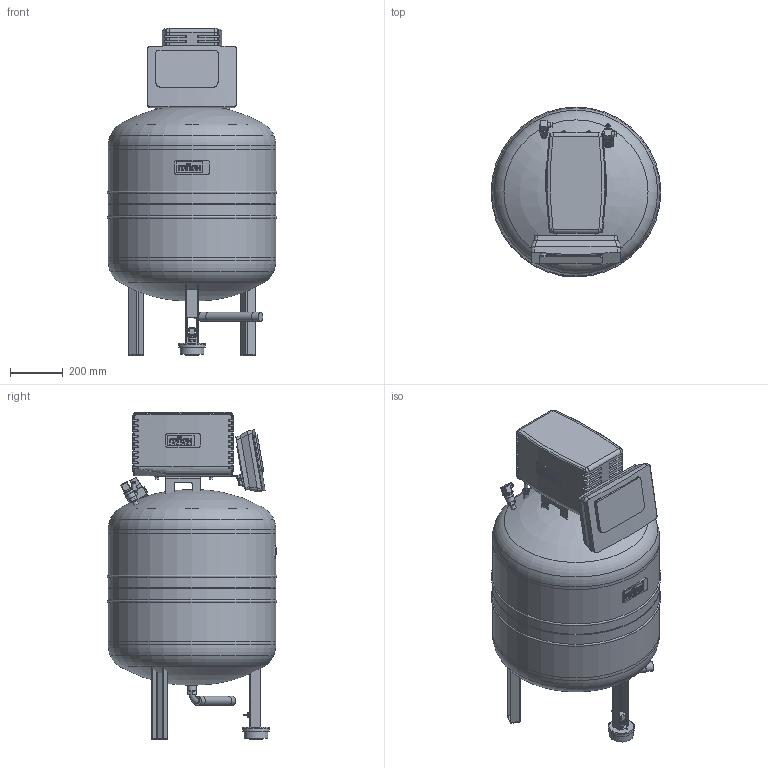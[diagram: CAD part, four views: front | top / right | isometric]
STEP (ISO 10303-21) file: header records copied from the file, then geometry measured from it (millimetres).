
FILE_DESCRIPTION(/* description */ (''),/* implementation_level */ '2;1');
FILE_NAME(/* name */ '3d_ReflexomatRSC200_6bar-8800200.stp',/* time_stamp */ '2018-07-23T12:34:46+02:00',/* author */ ('Andrzej'),/* organization */ (''),/* preprocessor_version */ 'ST-DEVELOPER v16.13',/* originating_system */ 'AutoCAD Mechanical',/* authorisation */ '');
FILE_SCHEMA (('AUTOMOTIVE_DESIGN { 1 0 10303 214 3 1 1 }'));
Products named in the file (1): Product
Bounding box: 642.77 x 642.77 x 1238 mm (x, y, z)
Volume: 229231844.7 mm3; surface area: 4558223.5 mm2
Topology: 72 solids, 72 shells, 2186 faces, 5621 edges, 3603 vertices
Faces by surface type: plane 1378, cylinder 644, sphere 57, bspline 56, torus 40, cone 11
Full cylindrical faces by diameter (mm): 2 x2, 5 x2, 5.5 x5, 6.5 x1, 7 x5, 9 x6, 9.5 x1, 9.8 x1, 10 x4, 10.5 x8, 11.22 x1, 12 x1, 13 x2, 13.15 x1, 13.5 x1, 13.8 x1, 13.92 x1, 14 x1, 14.8 x1, 15 x2, 16 x12, 17 x9, 17.5 x8, 17.8 x1, 18 x1, 18.5 x2, 19 x10, 19.8 x2, 20 x6, 20.8 x1
Entity records: 68152 total; most frequent: CARTESIAN_POINT 15362, DIRECTION 10922, ORIENTED_EDGE 10652, EDGE_CURVE 5326, LINE 3644, VECTOR 3644, AXIS2_PLACEMENT_3D 3639, VERTEX_POINT 3566
